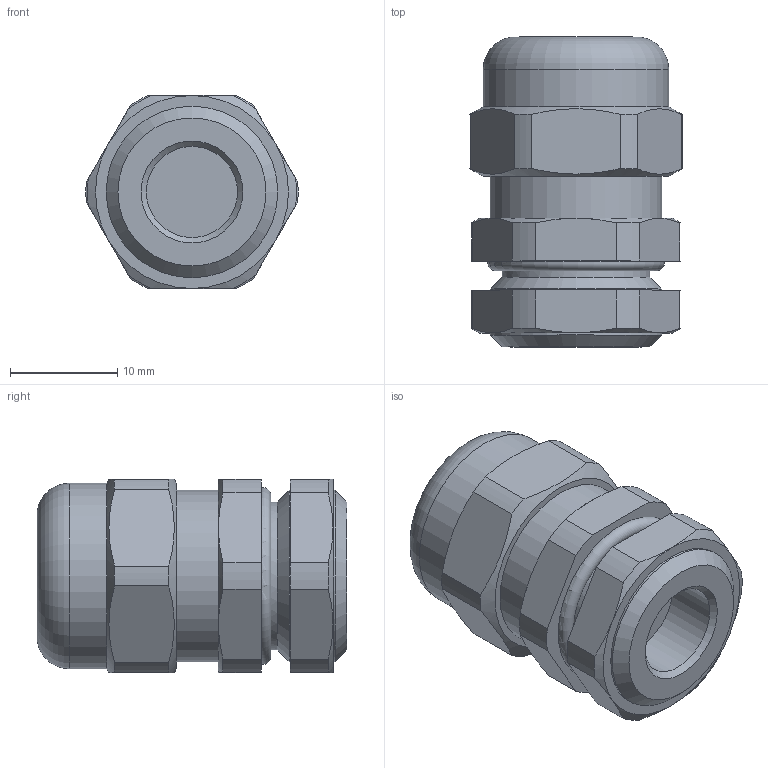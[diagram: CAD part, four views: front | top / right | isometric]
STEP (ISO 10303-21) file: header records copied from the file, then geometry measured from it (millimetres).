
FILE_DESCRIPTION(/* description */ (''),/* implementation_level */ '2;1');
FILE_NAME(/* name */ 'ГОФРОМАТИК ВК-НР-M16-8-L8.stp',/* time_stamp */ '2023-04-04T09:49:43+07:00',/* author */ ('zeta-09'),/* organization */ (''),/* preprocessor_version */ 'ST-DEVELOPER v18.1',/* originating_system */ 'Autodesk Inventor 2021',/* authorisation */ '');
FILE_SCHEMA (('AUTOMOTIVE_DESIGN { 1 0 10303 214 3 1 1 }'));
Length unit declared in the file: millimetre
Products named in the file (1): Деталь6
Bounding box: 19.8 x 28.9 x 18 mm (x, y, z)
Volume: 6547.3 mm3; surface area: 2536.1 mm2
Topology: 1 solids, 1 shells, 72 faces, 176 edges, 113 vertices
Faces by surface type: plane 27, cylinder 25, cone 18, torus 2
Full cylindrical faces by diameter (mm): 8.5 x2, 13.8 x1, 16 x3, 17.3 x1
Entity records: 2228 total; most frequent: CARTESIAN_POINT 434, DIRECTION 365, ORIENTED_EDGE 352, EDGE_CURVE 176, AXIS2_PLACEMENT_3D 152, VERTEX_POINT 113, EDGE_LOOP 79, CIRCLE 79
